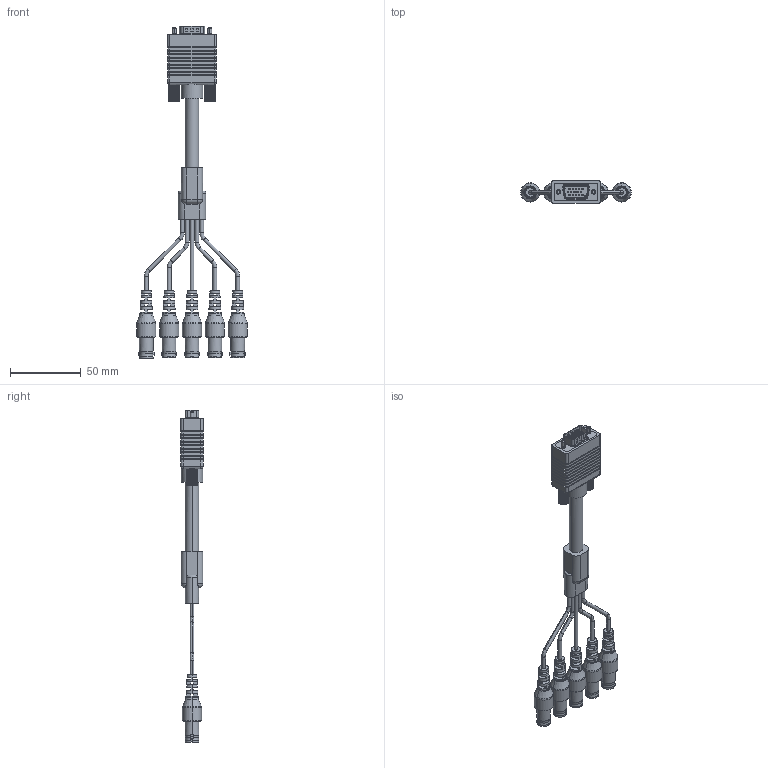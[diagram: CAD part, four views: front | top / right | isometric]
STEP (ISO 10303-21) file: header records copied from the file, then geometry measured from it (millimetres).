
FILE_DESCRIPTION (( 'STEP AP203' ), '1' );
FILE_NAME ('CTL5CAR-_.STEP', '2006-08-04T15:11:16', ( 'L-COM' ), ( 'L-COM' ), 'SwSTEP 2.0', 'SolidWorks 2006004', '' );
FILE_SCHEMA (( 'CONFIG_CONTROL_DESIGN' ));
Length unit declared in the file: inch
Products named in the file (13): CTL5CAT-3B-MA2_vertical boot; CTL5CAR-1.5-MA1; CTL5CAT-3B-MA2; 3AA07-008; CTL5CAR-_; 3AC03-016; CTL5CAR-1.5-MA1_horizontal; CTL5CAT-3B-MA2_horizontal boot; CTL5CAR-1.5-MA1_vertical; 3AB03-001; 3AB01-056; MTN-041; SDH15P_Supplier Connector
Assembly tree (17 placements, depth 3):
  CTL5CAR-_
    CTL5CAR-1.5-MA1  x3
      CTL5CAT-3B-MA2
      3AB03-001
    3AC03-016
    CTL5CAR-1.5-MA1_horizontal
      3AB03-001
      CTL5CAT-3B-MA2_horizontal boot
    3AB01-056
      3AA07-008  x2
      SDH15P_Supplier Connector
      MTN-041
    CTL5CAR-1.5-MA1_vertical
      CTL5CAT-3B-MA2_vertical boot
      3AB03-001
Bounding box: 78.08 x 15.67 x 234.11 mm (x, y, z)
Volume: 48925.2 mm3; surface area: 31101.3 mm2
Topology: 15 solids, 15 shells, 1227 faces, 3266 edges, 2080 vertices
Faces by surface type: plane 612, cylinder 391, torus 142, sphere 34, cone 24, bspline 24
Entity records: 31630 total; most frequent: CARTESIAN_POINT 9542, DIRECTION 4389, ORIENTED_EDGE 4264, EDGE_CURVE 2132, AXIS2_PLACEMENT_3D 1613, VERTEX_POINT 1370, LINE 1163, VECTOR 1163
